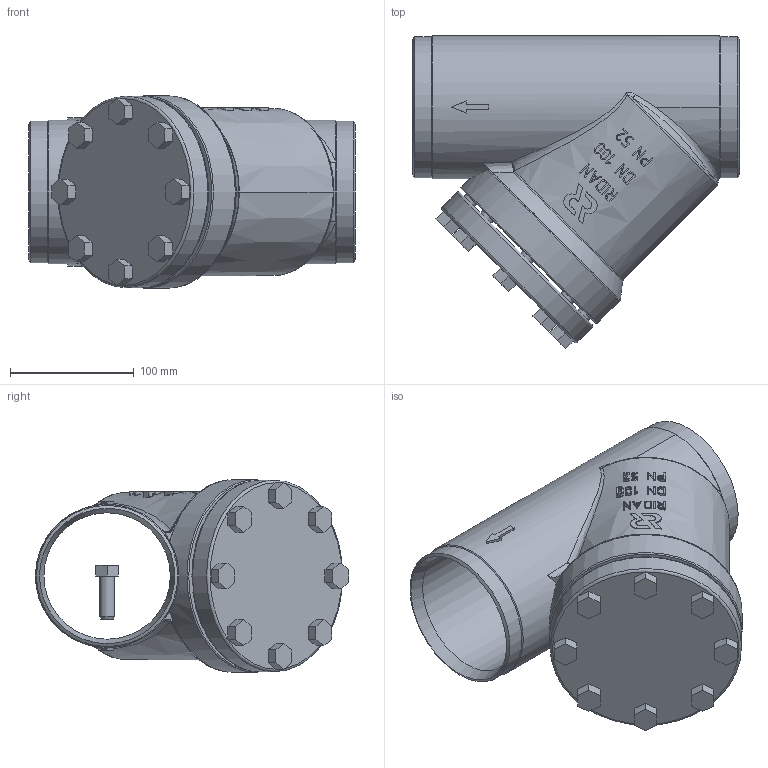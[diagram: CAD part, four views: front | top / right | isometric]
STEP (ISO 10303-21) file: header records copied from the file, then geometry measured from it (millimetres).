
FILE_DESCRIPTION(('TFLEX Exchange Step'),'2;1');
FILE_NAME('148B5100R.stp', '2024-09-04T15:42:07+03:00',('RUCO2978'),('Unknown organisation'),'TFLEX Exchange 2022.1','T-FLEX CAD','Unknown authorisation');
FILE_SCHEMA( ('AP242_MANAGED_MODEL_BASED_3D_ENGINEERING_MIM_LF {1 0 10303 442 1 1 4 }') );
Length unit declared in the file: millimetre
Products named in the file (3): Болт М12; Крышка CHV 100; Корпус 100 D STR
Assembly tree (9 placements, depth 3):
  Корпус 100 D STR
    Крышка CHV 100
      Болт М12  x8
Bounding box: 264 x 253.33 x 155.8 mm (x, y, z)
Volume: 1833869.4 mm3; surface area: 373877.1 mm2
Topology: 12 solids, 12 shells, 431 faces, 1159 edges, 780 vertices
Faces by surface type: plane 225, bspline 126, cylinder 41, cone 28, torus 11
Full cylindrical faces by diameter (mm): 12 x25, 102.3 x1, 104.08 x1, 114.3 x2, 116 x1, 155 x1, 155.8 x1
Entity records: 20708 total; most frequent: CARTESIAN_POINT 12350, ORIENTED_EDGE 1898, DIRECTION 1314, EDGE_CURVE 949, VERTEX_POINT 636, AXIS2_PLACEMENT_3D 447, VECTOR 420, LINE 420
